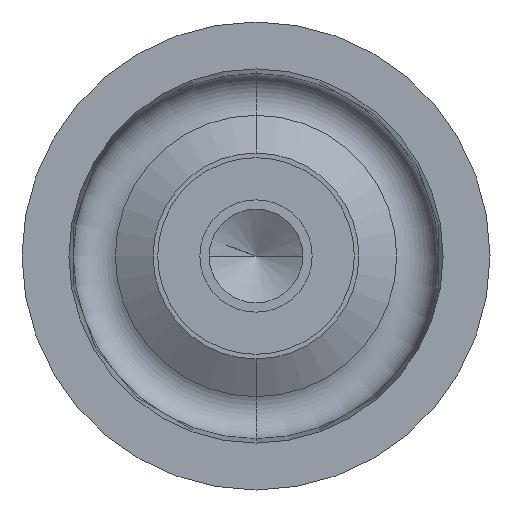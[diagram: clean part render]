
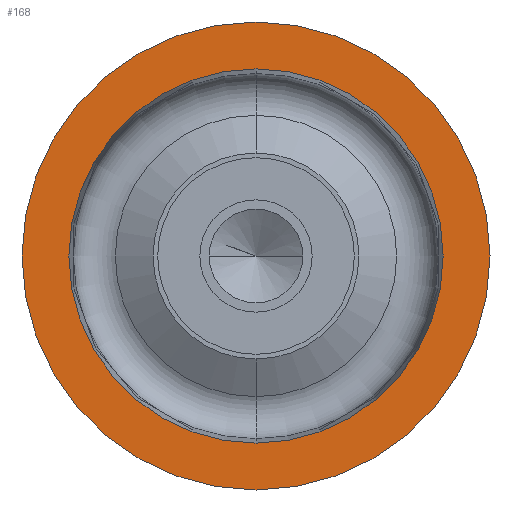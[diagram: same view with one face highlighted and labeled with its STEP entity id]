
A CAD part, front view. The second image highlights one B-rep face of the part: STEP entity #168.
In plain terms, the highlighted planar face has unit normal (0, -1, 0).
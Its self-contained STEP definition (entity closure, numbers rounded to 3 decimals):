
#161 = EDGE_CURVE ( 'NONE', #275, #266, #586, .T. ) ;
#165 = EDGE_CURVE ( 'NONE', #189, #190, #570, .T. ) ;
#168 = ADVANCED_FACE ( 'NONE', ( #628, #627 ), #626, .F. ) ;
#171 = EDGE_LOOP ( 'NONE', ( #250, #243 ) ) ;
#179 = EDGE_LOOP ( 'NONE', ( #245, #242 ) ) ;
#189 = VERTEX_POINT ( 'NONE', #659 ) ;
#190 = VERTEX_POINT ( 'NONE', #658 ) ;
#197 = EDGE_CURVE ( 'NONE', #190, #189, #647, .T. ) ;
#242 = ORIENTED_EDGE ( 'NONE', *, *, #165, .T. ) ;
#243 = ORIENTED_EDGE ( 'NONE', *, *, #274, .F. ) ;
#245 = ORIENTED_EDGE ( 'NONE', *, *, #197, .T. ) ;
#250 = ORIENTED_EDGE ( 'NONE', *, *, #161, .F. ) ;
#266 = VERTEX_POINT ( 'NONE', #765 ) ;
#274 = EDGE_CURVE ( 'NONE', #266, #275, #816, .T. ) ;
#275 = VERTEX_POINT ( 'NONE', #811 ) ;
#568 = DIRECTION ( 'NONE',  ( 0., 1., 0. ) ) ;
#569 = AXIS2_PLACEMENT_3D ( 'NONE', #575, #568, #629 ) ;
#570 = CIRCLE ( 'NONE', #569, 19.993 ) ;
#575 = CARTESIAN_POINT ( 'NONE',  ( 0., -19., 0. ) ) ;
#583 = DIRECTION ( 'NONE',  ( 0., 0., 1. ) ) ;
#584 = DIRECTION ( 'NONE',  ( 0., 1., 0. ) ) ;
#585 = AXIS2_PLACEMENT_3D ( 'NONE', #591, #584, #583 ) ;
#586 = CIRCLE ( 'NONE', #585, 25. ) ;
#591 = CARTESIAN_POINT ( 'NONE',  ( 0., -19., 0. ) ) ;
#622 = DIRECTION ( 'NONE',  ( 0., 0., 1. ) ) ;
#623 = DIRECTION ( 'NONE',  ( 0., 1., 0. ) ) ;
#624 = CARTESIAN_POINT ( 'NONE',  ( 25., -19., 0. ) ) ;
#625 = AXIS2_PLACEMENT_3D ( 'NONE', #624, #623, #622 ) ;
#626 = PLANE ( 'NONE',  #625 ) ;
#627 = FACE_BOUND ( 'NONE', #179, .T. ) ;
#628 = FACE_OUTER_BOUND ( 'NONE', #171, .T. ) ;
#629 = DIRECTION ( 'NONE',  ( 0., 0., 1. ) ) ;
#643 = DIRECTION ( 'NONE',  ( 0., 0., 1. ) ) ;
#644 = DIRECTION ( 'NONE',  ( 0., 1., 0. ) ) ;
#645 = CARTESIAN_POINT ( 'NONE',  ( 0., -19., 0. ) ) ;
#646 = AXIS2_PLACEMENT_3D ( 'NONE', #645, #644, #643 ) ;
#647 = CIRCLE ( 'NONE', #646, 19.993 ) ;
#658 = CARTESIAN_POINT ( 'NONE',  ( 0., -19., -19.993 ) ) ;
#659 = CARTESIAN_POINT ( 'NONE',  ( 0., -19., 19.993 ) ) ;
#765 = CARTESIAN_POINT ( 'NONE',  ( 0., -19., 25. ) ) ;
#811 = CARTESIAN_POINT ( 'NONE',  ( 0., -19., -25. ) ) ;
#812 = DIRECTION ( 'NONE',  ( 0., 0., 1. ) ) ;
#813 = DIRECTION ( 'NONE',  ( 0., 1., 0. ) ) ;
#814 = CARTESIAN_POINT ( 'NONE',  ( 0., -19., 0. ) ) ;
#815 = AXIS2_PLACEMENT_3D ( 'NONE', #814, #813, #812 ) ;
#816 = CIRCLE ( 'NONE', #815, 25. ) ;
